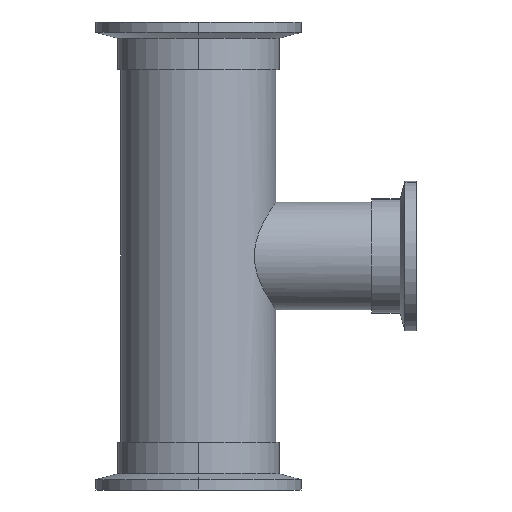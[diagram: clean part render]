
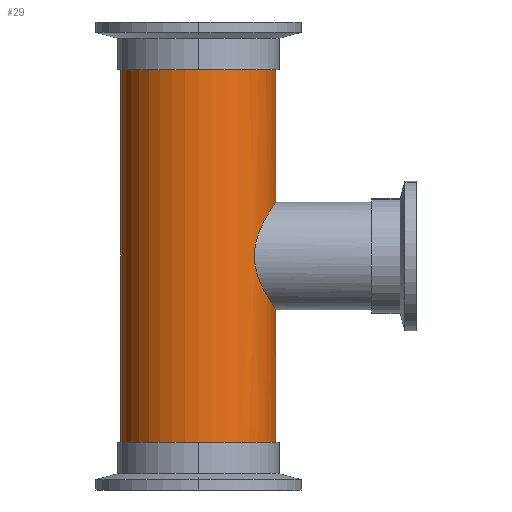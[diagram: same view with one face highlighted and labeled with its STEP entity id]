
A CAD part, front view. The second image highlights one B-rep face of the part: STEP entity #29.
In plain terms, the highlighted cylindrical face has radius 20.701 mm (diameter 41.402 mm), a partial arc.
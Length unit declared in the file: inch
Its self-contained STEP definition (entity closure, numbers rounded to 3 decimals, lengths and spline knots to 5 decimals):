
#13 = EDGE_LOOP ( 'NONE', ( #1478, #1304, #817, #1512, #508, #834 ) ) ;
#29 = ADVANCED_FACE ( 'NONE', ( #1337 ), #866, .T. ) ;
#33 = B_SPLINE_CURVE_WITH_KNOTS ( 'NONE', 3,
 ( #1291, #58, #180, #1067, #300, #1060, #1049, #813, #1184, #1160, #670, #799, #1535, #1447, #1301, #539, #1172, #661, #193, #75, #1434, #1440, #415, #924, #939, #908, #1540, #1416, #789, #1193, #1036, #294, #83, #1552, #1565, #805, #683, #561, #694, #431, #186, #307, #1557, #1167, #543, #915, #444, #568, #65, #550 ),
 .UNSPECIFIED., .F., .F.,
 ( 4, 2, 2, 2, 2, 2, 2, 2, 2, 2, 2, 2, 2, 2, 2, 2, 2, 2, 2, 2, 2, 2, 2, 2, 4 ),
 ( 0.04922, 0.05067, 0.05212, 0.05358, 0.05503, 0.05793, 0.06084, 0.06229, 0.06374, 0.06665, 0.0681, 0.06955, 0.071, 0.07246, 0.07536, 0.07826, 0.08117, 0.08407, 0.08553, 0.08698, 0.08988, 0.09134, 0.09279, 0.09424, 0.09569 ),
 .UNSPECIFIED. ) ;
#58 = CARTESIAN_POINT ( 'NONE',  ( 0.815, -0.01924, 0.565 ) ) ;
#59 = EDGE_CURVE ( 'NONE', #224, #433, #614, .T. ) ;
#65 = CARTESIAN_POINT ( 'NONE',  ( 0.815, -0.01908, -0.565 ) ) ;
#75 = CARTESIAN_POINT ( 'NONE',  ( 0.62142, -0.52739, 0.20351 ) ) ;
#83 = CARTESIAN_POINT ( 'NONE',  ( 0.65292, -0.48838, -0.28632 ) ) ;
#180 = CARTESIAN_POINT ( 'NONE',  ( 0.8143, -0.03872, 0.564 ) ) ;
#186 = CARTESIAN_POINT ( 'NONE',  ( 0.77445, -0.25636, -0.50486 ) ) ;
#193 = CARTESIAN_POINT ( 'NONE',  ( 0.6391, -0.50609, 0.25383 ) ) ;
#224 = VERTEX_POINT ( 'NONE', #1530 ) ;
#233 = DIRECTION ( 'NONE',  ( 1., 0., 0. ) ) ;
#244 = DIRECTION ( 'NONE',  ( 1., 0., 0. ) ) ;
#248 = CARTESIAN_POINT ( 'NONE',  ( 0., 0., 2.25 ) ) ;
#294 = CARTESIAN_POINT ( 'NONE',  ( 0.63924, -0.5059, -0.2542 ) ) ;
#300 = CARTESIAN_POINT ( 'NONE',  ( 0.80958, -0.09567, 0.55716 ) ) ;
#307 = CARTESIAN_POINT ( 'NONE',  ( 0.78897, -0.2051, -0.52679 ) ) ;
#372 = DIRECTION ( 'NONE',  ( 0., 0., -1. ) ) ;
#399 = CARTESIAN_POINT ( 'NONE',  ( 0.815, 0., 2.25 ) ) ;
#415 = CARTESIAN_POINT ( 'NONE',  ( 0.60178, -0.54965, 0.13215 ) ) ;
#431 = CARTESIAN_POINT ( 'NONE',  ( 0.76303, -0.28819, -0.48731 ) ) ;
#433 = VERTEX_POINT ( 'NONE', #1004 ) ;
#444 = CARTESIAN_POINT ( 'NONE',  ( 0.81167, -0.07604, -0.56018 ) ) ;
#445 = EDGE_CURVE ( 'NONE', #433, #935, #885, .T. ) ;
#472 = DIRECTION ( 'NONE',  ( 0., 0., -1. ) ) ;
#488 = EDGE_CURVE ( 'NONE', #935, #779, #33, .T. ) ;
#496 = CARTESIAN_POINT ( 'NONE',  ( 0.815, 0., -2.25 ) ) ;
#508 = ORIENTED_EDGE ( 'NONE', *, *, #1519, .F. ) ;
#539 = CARTESIAN_POINT ( 'NONE',  ( 0.68063, -0.44849, 0.3441 ) ) ;
#543 = CARTESIAN_POINT ( 'NONE',  ( 0.80436, -0.13264, -0.54955 ) ) ;
#550 = CARTESIAN_POINT ( 'NONE',  ( 0.815, 0., -0.565 ) ) ;
#553 = EDGE_CURVE ( 'NONE', #224, #1311, #1219, .T. ) ;
#559 = VECTOR ( 'NONE', #372, 39.37008 ) ;
#561 = CARTESIAN_POINT ( 'NONE',  ( 0.73747, -0.34728, -0.44604 ) ) ;
#568 = CARTESIAN_POINT ( 'NONE',  ( 0.81433, -0.03811, -0.56404 ) ) ;
#603 = DIRECTION ( 'NONE',  ( -1., 0., 0. ) ) ;
#614 = CIRCLE ( 'NONE', #797, 0.815 ) ;
#661 = CARTESIAN_POINT ( 'NONE',  ( 0.65244, -0.48902, 0.28523 ) ) ;
#670 = CARTESIAN_POINT ( 'NONE',  ( 0.76297, -0.28839, 0.48723 ) ) ;
#676 = EDGE_CURVE ( 'NONE', #1311, #1126, #1157, .T. ) ;
#683 = CARTESIAN_POINT ( 'NONE',  ( 0.72374, -0.37505, -0.42295 ) ) ;
#687 = AXIS2_PLACEMENT_3D ( 'NONE', #1360, #1457, #244 ) ;
#690 = VECTOR ( 'NONE', #1470, 39.37008 ) ;
#694 = CARTESIAN_POINT ( 'NONE',  ( 0.74409, -0.33289, -0.45687 ) ) ;
#701 = CARTESIAN_POINT ( 'NONE',  ( 0.815, 0., 0.565 ) ) ;
#779 = VERTEX_POINT ( 'NONE', #1539 ) ;
#789 = CARTESIAN_POINT ( 'NONE',  ( 0.59125, -0.56104, -0.07694 ) ) ;
#797 = AXIS2_PLACEMENT_3D ( 'NONE', #248, #1214, #233 ) ;
#799 = CARTESIAN_POINT ( 'NONE',  ( 0.73734, -0.34876, 0.44601 ) ) ;
#805 = CARTESIAN_POINT ( 'NONE',  ( 0.71667, -0.38834, -0.41077 ) ) ;
#813 = CARTESIAN_POINT ( 'NONE',  ( 0.7934, -0.18729, 0.53339 ) ) ;
#817 = ORIENTED_EDGE ( 'NONE', *, *, #553, .T. ) ;
#833 = VECTOR ( 'NONE', #1335, 39.37008 ) ;
#834 = ORIENTED_EDGE ( 'NONE', *, *, #488, .F. ) ;
#866 = CYLINDRICAL_SURFACE ( 'NONE', #1507, 0.815 ) ;
#885 = LINE ( 'NONE', #399, #559 ) ;
#908 = CARTESIAN_POINT ( 'NONE',  ( 0.58831, -0.56403, 0.03826 ) ) ;
#915 = CARTESIAN_POINT ( 'NONE',  ( 0.80967, -0.09501, -0.55729 ) ) ;
#924 = CARTESIAN_POINT ( 'NONE',  ( 0.59476, -0.55724, 0.09521 ) ) ;
#935 = VERTEX_POINT ( 'NONE', #701 ) ;
#939 = CARTESIAN_POINT ( 'NONE',  ( 0.59202, -0.56013, 0.07644 ) ) ;
#948 = CARTESIAN_POINT ( 'NONE',  ( 0.815, 0., 2.25 ) ) ;
#1004 = CARTESIAN_POINT ( 'NONE',  ( 0.815, 0., 2.25 ) ) ;
#1034 = CARTESIAN_POINT ( 'NONE',  ( -0.815, 0., -2.25 ) ) ;
#1036 = CARTESIAN_POINT ( 'NONE',  ( 0.61562, -0.53439, -0.18703 ) ) ;
#1049 = CARTESIAN_POINT ( 'NONE',  ( 0.80108, -0.15113, 0.54474 ) ) ;
#1060 = CARTESIAN_POINT ( 'NONE',  ( 0.80432, -0.13281, 0.5495 ) ) ;
#1067 = CARTESIAN_POINT ( 'NONE',  ( 0.81159, -0.07686, 0.56008 ) ) ;
#1126 = VERTEX_POINT ( 'NONE', #496 ) ;
#1157 = CIRCLE ( 'NONE', #687, 0.815 ) ;
#1160 = CARTESIAN_POINT ( 'NONE',  ( 0.77447, -0.25628, 0.50491 ) ) ;
#1167 = CARTESIAN_POINT ( 'NONE',  ( 0.80109, -0.1511, -0.54475 ) ) ;
#1172 = CARTESIAN_POINT ( 'NONE',  ( 0.67344, -0.45919, 0.32968 ) ) ;
#1184 = CARTESIAN_POINT ( 'NONE',  ( 0.789, -0.205, 0.52683 ) ) ;
#1193 = CARTESIAN_POINT ( 'NONE',  ( 0.60553, -0.54559, -0.15172 ) ) ;
#1198 = LINE ( 'NONE', #948, #690 ) ;
#1201 = CARTESIAN_POINT ( 'NONE',  ( -0.815, 0., 2.25 ) ) ;
#1214 = DIRECTION ( 'NONE',  ( 0., 0., 1. ) ) ;
#1219 = LINE ( 'NONE', #1201, #833 ) ;
#1291 = CARTESIAN_POINT ( 'NONE',  ( 0.815, 0., 0.565 ) ) ;
#1301 = CARTESIAN_POINT ( 'NONE',  ( 0.69506, -0.42578, 0.37183 ) ) ;
#1304 = ORIENTED_EDGE ( 'NONE', *, *, #59, .F. ) ;
#1311 = VERTEX_POINT ( 'NONE', #1034 ) ;
#1335 = DIRECTION ( 'NONE',  ( 0., 0., -1. ) ) ;
#1337 = FACE_OUTER_BOUND ( 'NONE', #13, .T. ) ;
#1360 = CARTESIAN_POINT ( 'NONE',  ( 0., 0., -2.25 ) ) ;
#1416 = CARTESIAN_POINT ( 'NONE',  ( 0.5874, -0.56496, -0.03901 ) ) ;
#1434 = CARTESIAN_POINT ( 'NONE',  ( 0.61592, -0.53379, 0.18615 ) ) ;
#1440 = CARTESIAN_POINT ( 'NONE',  ( 0.60606, -0.54496, 0.15033 ) ) ;
#1447 = CARTESIAN_POINT ( 'NONE',  ( 0.70226, -0.41384, 0.38507 ) ) ;
#1457 = DIRECTION ( 'NONE',  ( 0., 0., 1. ) ) ;
#1470 = DIRECTION ( 'NONE',  ( 0., 0., -1. ) ) ;
#1478 = ORIENTED_EDGE ( 'NONE', *, *, #445, .F. ) ;
#1507 = AXIS2_PLACEMENT_3D ( 'NONE', #1602, #472, #603 ) ;
#1512 = ORIENTED_EDGE ( 'NONE', *, *, #676, .T. ) ;
#1519 = EDGE_CURVE ( 'NONE', #779, #1126, #1198, .T. ) ;
#1530 = CARTESIAN_POINT ( 'NONE',  ( -0.815, 0., 2.25 ) ) ;
#1535 = CARTESIAN_POINT ( 'NONE',  ( 0.72354, -0.37622, 0.42303 ) ) ;
#1539 = CARTESIAN_POINT ( 'NONE',  ( 0.815, 0., -0.565 ) ) ;
#1540 = CARTESIAN_POINT ( 'NONE',  ( 0.58735, -0.56502, 0.01874 ) ) ;
#1552 = CARTESIAN_POINT ( 'NONE',  ( 0.68094, -0.44848, -0.34549 ) ) ;
#1557 = CARTESIAN_POINT ( 'NONE',  ( 0.7934, -0.18732, -0.53338 ) ) ;
#1565 = CARTESIAN_POINT ( 'NONE',  ( 0.69538, -0.42603, -0.37282 ) ) ;
#1602 = CARTESIAN_POINT ( 'NONE',  ( 0., 0., 2.25 ) ) ;
